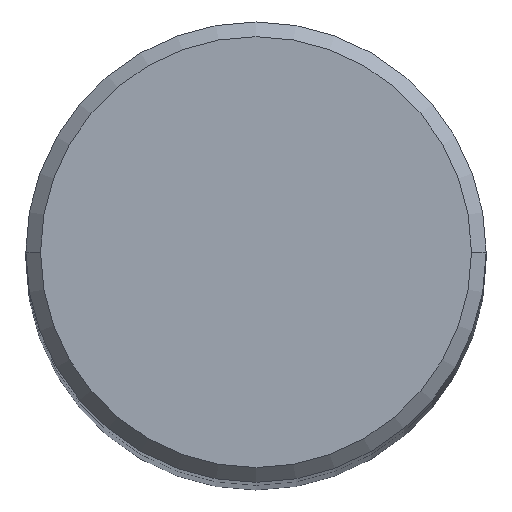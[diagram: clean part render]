
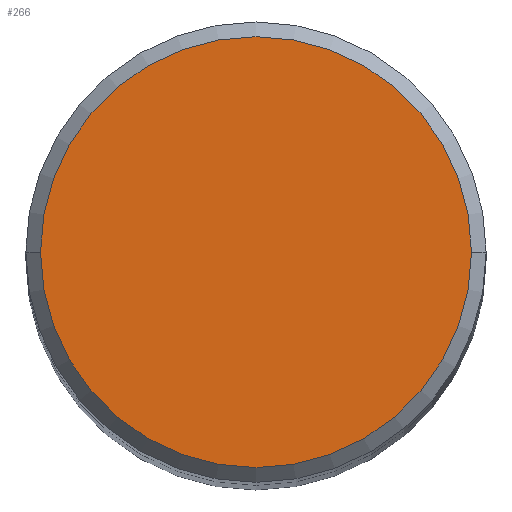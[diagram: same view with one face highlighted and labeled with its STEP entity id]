
A CAD part, top view. The second image highlights one B-rep face of the part: STEP entity #266.
In plain terms, the highlighted planar face has unit normal (0, 0, 1).
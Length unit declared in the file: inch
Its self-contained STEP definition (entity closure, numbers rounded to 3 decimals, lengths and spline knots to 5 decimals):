
#62 = CARTESIAN_POINT ( 'NONE',  ( 0.2925, 0., 0. ) ) ;
#72 = AXIS2_PLACEMENT_3D ( 'NONE', #240, #468, #250 ) ;
#75 = CARTESIAN_POINT ( 'NONE',  ( 0., 0., 0. ) ) ;
#91 = CARTESIAN_POINT ( 'NONE',  ( 0., 0., 0. ) ) ;
#99 = FACE_OUTER_BOUND ( 'NONE', #247, .T. ) ;
#123 = DIRECTION ( 'NONE',  ( 0., 0., 1. ) ) ;
#133 = EDGE_CURVE ( 'NONE', #312, #403, #187, .T. ) ;
#143 = DIRECTION ( 'NONE',  ( 1., 0., 0. ) ) ;
#173 = ORIENTED_EDGE ( 'NONE', *, *, #270, .T. ) ;
#177 = CARTESIAN_POINT ( 'NONE',  ( -0.2925, 0., 0. ) ) ;
#187 = CIRCLE ( 'NONE', #249, 0.2925 ) ;
#239 = ORIENTED_EDGE ( 'NONE', *, *, #133, .T. ) ;
#240 = CARTESIAN_POINT ( 'NONE',  ( 0., 0.2925, 0. ) ) ;
#247 = EDGE_LOOP ( 'NONE', ( #173, #239 ) ) ;
#249 = AXIS2_PLACEMENT_3D ( 'NONE', #75, #341, #143 ) ;
#250 = DIRECTION ( 'NONE',  ( -1., 0., 0. ) ) ;
#266 = ADVANCED_FACE ( 'NONE', ( #99 ), #288, .F. ) ;
#270 = EDGE_CURVE ( 'NONE', #403, #312, #334, .T. ) ;
#288 = PLANE ( 'NONE',  #72 ) ;
#312 = VERTEX_POINT ( 'NONE', #62 ) ;
#334 = CIRCLE ( 'NONE', #345, 0.2925 ) ;
#341 = DIRECTION ( 'NONE',  ( 0., 0., 1. ) ) ;
#345 = AXIS2_PLACEMENT_3D ( 'NONE', #91, #123, #393 ) ;
#393 = DIRECTION ( 'NONE',  ( 1., 0., 0. ) ) ;
#403 = VERTEX_POINT ( 'NONE', #177 ) ;
#468 = DIRECTION ( 'NONE',  ( 0., 0., -1. ) ) ;
